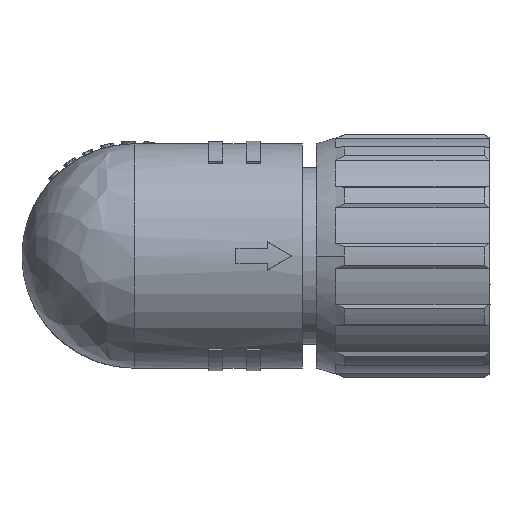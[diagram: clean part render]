
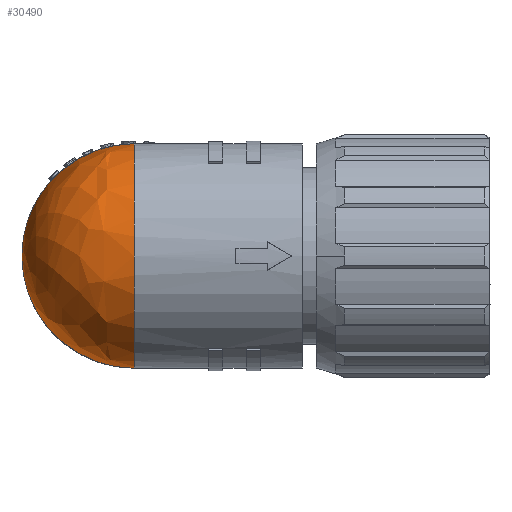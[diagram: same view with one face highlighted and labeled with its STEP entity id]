
A CAD part, left-side view. The second image highlights one B-rep face of the part: STEP entity #30490.
In plain terms, the highlighted free-form (B-spline) face has degree [3, 3] with [4, 7] control points.
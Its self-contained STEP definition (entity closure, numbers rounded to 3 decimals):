
#403 = CARTESIAN_POINT ( 'NONE',  ( -20.246, 26.783, -0.002 ) ) ;
#510 = CARTESIAN_POINT ( 'NONE',  ( -32.246, 21.812, -0.002 ) ) ;
#1127 = DIRECTION ( 'NONE',  ( 0., 1., 0. ) ) ;
#1301 = VERTEX_POINT ( 'NONE', #21612 ) ;
#2443 = CIRCLE ( 'NONE', #8184, 12. ) ;
#2858 = CARTESIAN_POINT ( 'NONE',  ( -20.246, 26.783, -0.002 ) ) ;
#2898 = DIRECTION ( 'NONE',  ( 0., -1., 0. ) ) ;
#2956 = CARTESIAN_POINT ( 'NONE',  ( -27.275, 21.812, 11.998 ) ) ;
#5295 = CARTESIAN_POINT ( 'NONE',  ( -24.364, 26.783, -7.032 ) ) ;
#5385 = CARTESIAN_POINT ( 'NONE',  ( -20.246, 14.783, -12.002 ) ) ;
#7745 = CARTESIAN_POINT ( 'NONE',  ( -27.275, 26.783, -0.002 ) ) ;
#7864 = CARTESIAN_POINT ( 'NONE',  ( -32.246, 14.783, -7.032 ) ) ;
#8078 = DIRECTION ( 'NONE',  ( -1., 0., 0. ) ) ;
#8184 = AXIS2_PLACEMENT_3D ( 'NONE', #22703, #8078, #25122 ) ;
#8514 = VERTEX_POINT ( 'NONE', #22987 ) ;
#10198 = CARTESIAN_POINT ( 'NONE',  ( -24.364, 26.783, 7.027 ) ) ;
#10294 = CARTESIAN_POINT ( 'NONE',  ( -32.246, 14.783, 7.027 ) ) ;
#12673 = CARTESIAN_POINT ( 'NONE',  ( -20.246, 21.812, -12.002 ) ) ;
#12786 = CARTESIAN_POINT ( 'NONE',  ( -20.246, 14.783, 11.998 ) ) ;
#13599 = EDGE_CURVE ( 'NONE', #20024, #1301, #16416, .T. ) ;
#14437 =( BOUNDED_SURFACE ( )  B_SPLINE_SURFACE ( 3, 3, ( 
 ( #27036, #24698, #29613, #15087, #403, #17514, #2858 ),
 ( #19937, #5295, #22372, #7745, #24800, #10198, #27244 ),
 ( #12673, #29715, #15188, #510, #17609, #2956, #20039 ),
 ( #5385, #22474, #7864, #24901, #10294, #27346, #12786 ) ),
 .UNSPECIFIED., .F., .F., .T. ) 
 B_SPLINE_SURFACE_WITH_KNOTS ( ( 4, 4 ),
 ( 4, 3, 4 ),
 ( 0., 1. ),
 ( 0., 0.5, 1. ),
 .UNSPECIFIED. ) 
 GEOMETRIC_REPRESENTATION_ITEM ( )  RATIONAL_B_SPLINE_SURFACE ( (
 ( 1., 0.805, 0.805, 1., 0.805, 0.805, 1.),
 ( 0.805, 0.648, 0.648, 0.805, 0.648, 0.648, 0.805),
 ( 0.805, 0.648, 0.648, 0.805, 0.648, 0.648, 0.805),
 ( 1., 0.805, 0.805, 1., 0.805, 0.805, 1.) ) ) 
 REPRESENTATION_ITEM ( '' )  SURFACE ( )  );
#15052 = ORIENTED_EDGE ( 'NONE', *, *, #30013, .T. ) ;
#15087 = CARTESIAN_POINT ( 'NONE',  ( -20.246, 26.783, -0.002 ) ) ;
#15188 = CARTESIAN_POINT ( 'NONE',  ( -32.246, 21.812, -7.032 ) ) ;
#15781 = DIRECTION ( 'NONE',  ( -1., 0., 0. ) ) ;
#16416 = CIRCLE ( 'NONE', #19042, 12. ) ;
#17514 = CARTESIAN_POINT ( 'NONE',  ( -20.246, 26.783, -0.002 ) ) ;
#17551 = CARTESIAN_POINT ( 'NONE',  ( -20.246, 14.783, -0.002 ) ) ;
#17609 = CARTESIAN_POINT ( 'NONE',  ( -32.246, 21.812, 7.027 ) ) ;
#17930 = CIRCLE ( 'NONE', #31569, 12. ) ;
#18115 = FACE_OUTER_BOUND ( 'NONE', #30242, .T. ) ;
#19042 = AXIS2_PLACEMENT_3D ( 'NONE', #17551, #2898, #19976 ) ;
#19937 = CARTESIAN_POINT ( 'NONE',  ( -20.246, 26.783, -7.032 ) ) ;
#19976 = DIRECTION ( 'NONE',  ( 0., 0., -1. ) ) ;
#20024 = VERTEX_POINT ( 'NONE', #22352 ) ;
#20039 = CARTESIAN_POINT ( 'NONE',  ( -20.246, 21.812, 11.998 ) ) ;
#20243 = EDGE_CURVE ( 'NONE', #20024, #8514, #17930, .T. ) ;
#21612 = CARTESIAN_POINT ( 'NONE',  ( -20.246, 14.783, -12.002 ) ) ;
#22352 = CARTESIAN_POINT ( 'NONE',  ( -20.246, 14.783, 11.998 ) ) ;
#22372 = CARTESIAN_POINT ( 'NONE',  ( -27.275, 26.783, -4.12 ) ) ;
#22474 = CARTESIAN_POINT ( 'NONE',  ( -27.275, 14.783, -12.002 ) ) ;
#22703 = CARTESIAN_POINT ( 'NONE',  ( -20.246, 14.783, -0.002 ) ) ;
#22987 = CARTESIAN_POINT ( 'NONE',  ( -20.246, 26.783, -0.002 ) ) ;
#23506 = ORIENTED_EDGE ( 'NONE', *, *, #20243, .T. ) ;
#24698 = CARTESIAN_POINT ( 'NONE',  ( -20.246, 26.783, -0.002 ) ) ;
#24800 = CARTESIAN_POINT ( 'NONE',  ( -27.275, 26.783, 4.115 ) ) ;
#24901 = CARTESIAN_POINT ( 'NONE',  ( -32.246, 14.783, -0.002 ) ) ;
#25122 = DIRECTION ( 'NONE',  ( 0., 1., 0. ) ) ;
#27036 = CARTESIAN_POINT ( 'NONE',  ( -20.246, 26.783, -0.002 ) ) ;
#27244 = CARTESIAN_POINT ( 'NONE',  ( -20.246, 26.783, 7.027 ) ) ;
#27346 = CARTESIAN_POINT ( 'NONE',  ( -27.275, 14.783, 11.998 ) ) ;
#29180 = ORIENTED_EDGE ( 'NONE', *, *, #13599, .F. ) ;
#29613 = CARTESIAN_POINT ( 'NONE',  ( -20.246, 26.783, -0.002 ) ) ;
#29715 = CARTESIAN_POINT ( 'NONE',  ( -27.275, 21.812, -12.002 ) ) ;
#30013 = EDGE_CURVE ( 'NONE', #8514, #1301, #2443, .T. ) ;
#30242 = EDGE_LOOP ( 'NONE', ( #15052, #29180, #23506 ) ) ;
#30335 = CARTESIAN_POINT ( 'NONE',  ( -20.246, 14.783, -0.002 ) ) ;
#30490 = ADVANCED_FACE ( 'NONE', ( #18115 ), #14437, .T. ) ;
#31569 = AXIS2_PLACEMENT_3D ( 'NONE', #30335, #15781, #1127 ) ;
